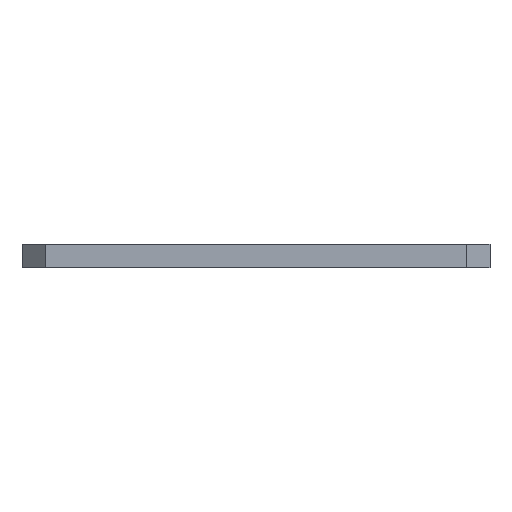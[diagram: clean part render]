
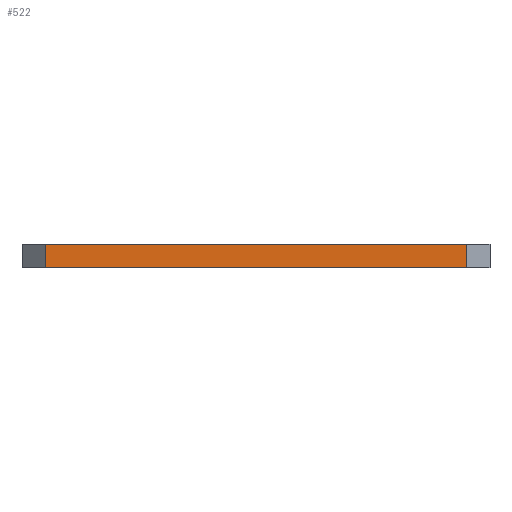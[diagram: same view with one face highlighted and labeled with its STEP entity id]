
A CAD part, front view. The second image highlights one B-rep face of the part: STEP entity #522.
In plain terms, the highlighted planar face has unit normal (0, -1, 0).
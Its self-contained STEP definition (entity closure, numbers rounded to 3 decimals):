
#5 = LINE ( 'NONE', #120, #583 ) ;
#35 = ORIENTED_EDGE ( 'NONE', *, *, #627, .F. ) ;
#69 = DIRECTION ( 'NONE',  ( 0., 1., 0. ) ) ;
#82 = FACE_OUTER_BOUND ( 'NONE', #202, .T. ) ;
#102 = EDGE_CURVE ( 'NONE', #525, #382, #191, .T. ) ;
#120 = CARTESIAN_POINT ( 'NONE',  ( -20., -30., 0. ) ) ;
#124 = CARTESIAN_POINT ( 'NONE',  ( -20., -30., 2. ) ) ;
#145 = ORIENTED_EDGE ( 'NONE', *, *, #102, .T. ) ;
#191 = LINE ( 'NONE', #265, #722 ) ;
#202 = EDGE_LOOP ( 'NONE', ( #35, #145, #402, #296 ) ) ;
#203 = CARTESIAN_POINT ( 'NONE',  ( 18., -30., 2. ) ) ;
#222 = LINE ( 'NONE', #589, #679 ) ;
#257 = EDGE_CURVE ( 'NONE', #272, #570, #399, .T. ) ;
#265 = CARTESIAN_POINT ( 'NONE',  ( -18., -30., 2. ) ) ;
#272 = VERTEX_POINT ( 'NONE', #641 ) ;
#296 = ORIENTED_EDGE ( 'NONE', *, *, #257, .T. ) ;
#307 = CARTESIAN_POINT ( 'NONE',  ( -18., -30., 2. ) ) ;
#368 = DIRECTION ( 'NONE',  ( 1., 0., 0. ) ) ;
#382 = VERTEX_POINT ( 'NONE', #727 ) ;
#390 = VECTOR ( 'NONE', #776, 1000. ) ;
#399 = LINE ( 'NONE', #646, #390 ) ;
#402 = ORIENTED_EDGE ( 'NONE', *, *, #406, .T. ) ;
#406 = EDGE_CURVE ( 'NONE', #382, #272, #5, .T. ) ;
#439 = DIRECTION ( 'NONE',  ( 0., 0., 1. ) ) ;
#454 = AXIS2_PLACEMENT_3D ( 'NONE', #124, #69, #439 ) ;
#502 = DIRECTION ( 'NONE',  ( 0., 0., -1. ) ) ;
#522 = ADVANCED_FACE ( 'NONE', ( #82 ), #745, .F. ) ;
#525 = VERTEX_POINT ( 'NONE', #307 ) ;
#570 = VERTEX_POINT ( 'NONE', #203 ) ;
#583 = VECTOR ( 'NONE', #368, 1000. ) ;
#589 = CARTESIAN_POINT ( 'NONE',  ( -20., -30., 2. ) ) ;
#627 = EDGE_CURVE ( 'NONE', #525, #570, #222, .T. ) ;
#641 = CARTESIAN_POINT ( 'NONE',  ( 18., -30., 0. ) ) ;
#646 = CARTESIAN_POINT ( 'NONE',  ( 18., -30., 2. ) ) ;
#679 = VECTOR ( 'NONE', #723, 1000. ) ;
#722 = VECTOR ( 'NONE', #502, 1000. ) ;
#723 = DIRECTION ( 'NONE',  ( 1., 0., 0. ) ) ;
#727 = CARTESIAN_POINT ( 'NONE',  ( -18., -30., 0. ) ) ;
#745 = PLANE ( 'NONE',  #454 ) ;
#776 = DIRECTION ( 'NONE',  ( 0., 0., 1. ) ) ;
